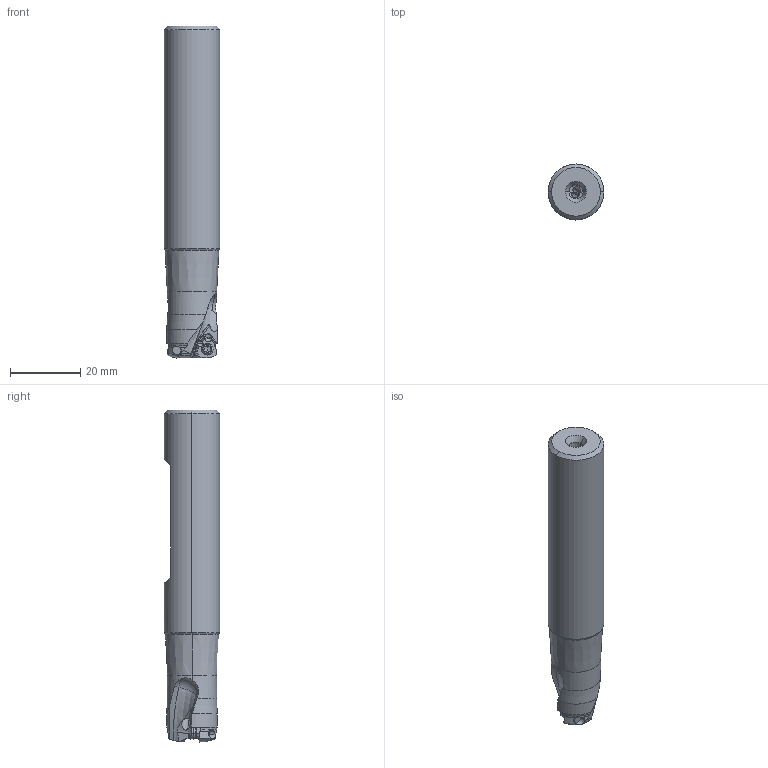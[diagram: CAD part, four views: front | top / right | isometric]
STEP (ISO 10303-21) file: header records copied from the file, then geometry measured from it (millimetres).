
FILE_DESCRIPTION(/* description */ (''),/* implementation_level */ '2;1');
FILE_NAME(/* name */ 'AJXU06R102FA10S.stp',/* time_stamp */ '2021-09-08T11:49:07+09:00',/* author */ (''),/* organization */ (''),/* preprocessor_version */ 'ST-DEVELOPER v16',/* originating_system */ 'SIEMENS PLM Software NX 10.0',/* authorisation */ '');
FILE_SCHEMA (('AUTOMOTIVE_DESIGN { 1 0 10303 214 3 1 1 1 }'));
Length unit declared in the file: millimetre
Products named in the file (1): AJXU06R102FA10S_ASM
Bounding box: 15.88 x 15.88 x 94.65 mm (x, y, z)
Volume: 15128.3 mm3; surface area: 6140.6 mm2
Topology: 3 solids, 3 shells, 227 faces, 687 edges, 472 vertices
Faces by surface type: cylinder 90, plane 59, cone 48, torus 16, bspline 8, sphere 6
Entity records: 10987 total; most frequent: CARTESIAN_POINT 4843, ORIENTED_EDGE 1346, DIRECTION 1170, EDGE_CURVE 673, AXIS2_PLACEMENT_3D 481, VERTEX_POINT 452, EDGE_LOOP 235, ADVANCED_FACE 227
